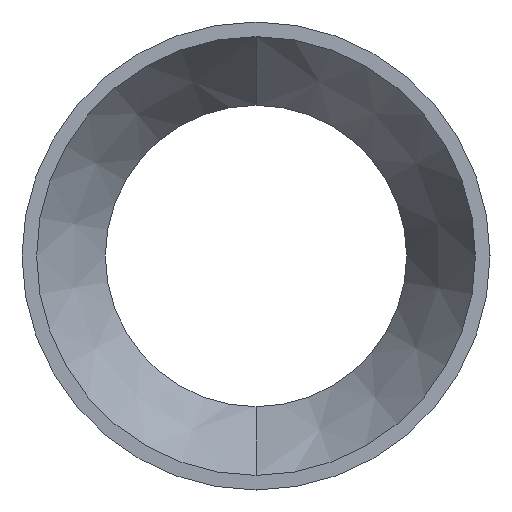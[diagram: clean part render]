
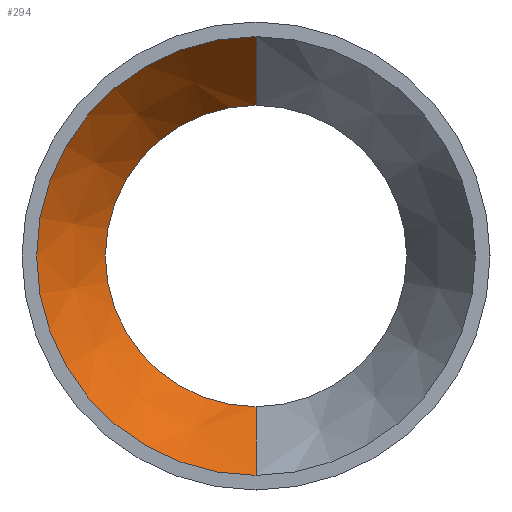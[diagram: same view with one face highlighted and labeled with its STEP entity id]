
A CAD part, front view. The second image highlights one B-rep face of the part: STEP entity #294.
In plain terms, the highlighted conical face has half-angle 29.539 degrees and reference radius 7.5 mm.
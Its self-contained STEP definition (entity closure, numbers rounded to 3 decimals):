
#13 = CONICAL_SURFACE ( 'NONE', #185, 7.5, 0.516 ) ;
#16 = ORIENTED_EDGE ( 'NONE', *, *, #505, .T. ) ;
#38 = VECTOR ( 'NONE', #297, 1000. ) ;
#39 = CARTESIAN_POINT ( 'NONE',  ( 0., -6.5, -7.5 ) ) ;
#63 = FACE_OUTER_BOUND ( 'NONE', #194, .T. ) ;
#92 = EDGE_CURVE ( 'NONE', #144, #108, #270, .T. ) ;
#95 = CARTESIAN_POINT ( 'NONE',  ( 0., -2.353, 5.15 ) ) ;
#99 = DIRECTION ( 'NONE',  ( 0., 0., 1. ) ) ;
#105 = LINE ( 'NONE', #124, #38 ) ;
#108 = VERTEX_POINT ( 'NONE', #95 ) ;
#124 = CARTESIAN_POINT ( 'NONE',  ( 0., -6.5, 7.5 ) ) ;
#144 = VERTEX_POINT ( 'NONE', #179 ) ;
#179 = CARTESIAN_POINT ( 'NONE',  ( 0., -2.353, -5.15 ) ) ;
#185 = AXIS2_PLACEMENT_3D ( 'NONE', #378, #385, #530 ) ;
#190 = EDGE_CURVE ( 'NONE', #570, #599, #264, .T. ) ;
#194 = EDGE_LOOP ( 'NONE', ( #618, #16, #531, #597 ) ) ;
#198 = LINE ( 'NONE', #549, #296 ) ;
#242 = AXIS2_PLACEMENT_3D ( 'NONE', #520, #571, #99 ) ;
#264 = CIRCLE ( 'NONE', #580, 7.5 ) ;
#270 = CIRCLE ( 'NONE', #242, 5.15 ) ;
#294 = ADVANCED_FACE ( 'NONE', ( #63 ), #13, .F. ) ;
#296 = VECTOR ( 'NONE', #401, 1000. ) ;
#297 = DIRECTION ( 'NONE',  ( 0., -0.87, 0.493 ) ) ;
#364 = CARTESIAN_POINT ( 'NONE',  ( 0., -6.5, 7.5 ) ) ;
#370 = DIRECTION ( 'NONE',  ( 0., 1., 0. ) ) ;
#378 = CARTESIAN_POINT ( 'NONE',  ( 0., -6.5, 0. ) ) ;
#385 = DIRECTION ( 'NONE',  ( 0., -1., 0. ) ) ;
#401 = DIRECTION ( 'NONE',  ( 0., -0.87, -0.493 ) ) ;
#483 = EDGE_CURVE ( 'NONE', #144, #570, #198, .T. ) ;
#505 = EDGE_CURVE ( 'NONE', #108, #599, #105, .T. ) ;
#520 = CARTESIAN_POINT ( 'NONE',  ( 0., -2.353, 0. ) ) ;
#530 = DIRECTION ( 'NONE',  ( 0., 0., -1. ) ) ;
#531 = ORIENTED_EDGE ( 'NONE', *, *, #190, .F. ) ;
#549 = CARTESIAN_POINT ( 'NONE',  ( 0., -6.5, -7.5 ) ) ;
#570 = VERTEX_POINT ( 'NONE', #39 ) ;
#571 = DIRECTION ( 'NONE',  ( 0., 1., 0. ) ) ;
#580 = AXIS2_PLACEMENT_3D ( 'NONE', #610, #370, #621 ) ;
#597 = ORIENTED_EDGE ( 'NONE', *, *, #483, .F. ) ;
#599 = VERTEX_POINT ( 'NONE', #364 ) ;
#610 = CARTESIAN_POINT ( 'NONE',  ( 0., -6.5, 0. ) ) ;
#618 = ORIENTED_EDGE ( 'NONE', *, *, #92, .T. ) ;
#621 = DIRECTION ( 'NONE',  ( 0., 0., 1. ) ) ;
